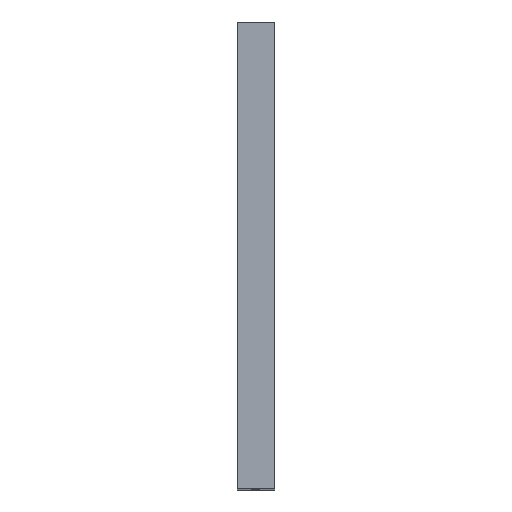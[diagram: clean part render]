
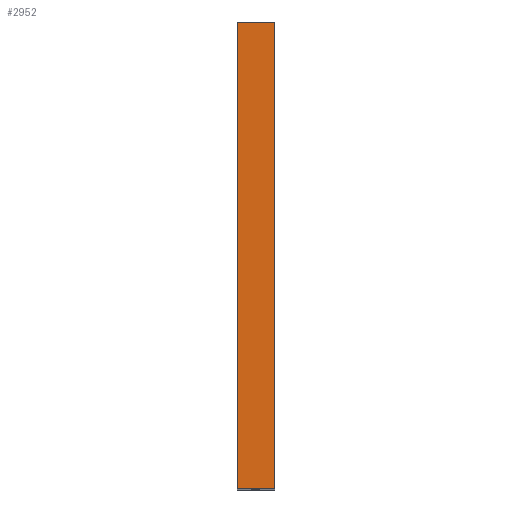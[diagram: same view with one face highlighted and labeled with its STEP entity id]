
A CAD part, top view. The second image highlights one B-rep face of the part: STEP entity #2952.
In plain terms, the highlighted planar face has unit normal (0, 0, 1).
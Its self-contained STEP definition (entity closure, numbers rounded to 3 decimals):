
#211 = VECTOR ( 'NONE', #1302, 1000. ) ;
#214 = LINE ( 'NONE', #3648, #6288 ) ;
#630 = DIRECTION ( 'NONE',  ( -1., 0., 0. ) ) ;
#830 = CARTESIAN_POINT ( 'NONE',  ( 12., 1632.912, -355.983 ) ) ;
#1302 = DIRECTION ( 'NONE',  ( -1., 0., 0. ) ) ;
#1709 = EDGE_CURVE ( 'NONE', #5170, #3634, #2040, .T. ) ;
#1713 = CARTESIAN_POINT ( 'NONE',  ( 0., 1632.912, -355.983 ) ) ;
#1897 = CARTESIAN_POINT ( 'NONE',  ( 12., 1782.912, -355.983 ) ) ;
#1943 = ORIENTED_EDGE ( 'NONE', *, *, #1709, .T. ) ;
#2035 = ORIENTED_EDGE ( 'NONE', *, *, #2581, .F. ) ;
#2040 = LINE ( 'NONE', #4576, #211 ) ;
#2093 = CARTESIAN_POINT ( 'NONE',  ( 12., 1782.912, -355.983 ) ) ;
#2278 = EDGE_CURVE ( 'NONE', #3634, #5798, #214, .T. ) ;
#2565 = DIRECTION ( 'NONE',  ( 0., -1., 0. ) ) ;
#2581 = EDGE_CURVE ( 'NONE', #5548, #5798, #3497, .T. ) ;
#2807 = CARTESIAN_POINT ( 'NONE',  ( 12., 1632.912, -355.983 ) ) ;
#2952 = ADVANCED_FACE ( 'NONE', ( #3992 ), #3504, .F. ) ;
#3239 = DIRECTION ( 'NONE',  ( 0., -1., 0. ) ) ;
#3497 = LINE ( 'NONE', #2807, #4175 ) ;
#3504 = PLANE ( 'NONE',  #5440 ) ;
#3547 = CARTESIAN_POINT ( 'NONE',  ( 12., 1782.912, -355.983 ) ) ;
#3634 = VERTEX_POINT ( 'NONE', #4252 ) ;
#3648 = CARTESIAN_POINT ( 'NONE',  ( 0., 1782.912, -355.983 ) ) ;
#3701 = ORIENTED_EDGE ( 'NONE', *, *, #6204, .F. ) ;
#3803 = LINE ( 'NONE', #2093, #4048 ) ;
#3992 = FACE_OUTER_BOUND ( 'NONE', #4346, .T. ) ;
#4044 = DIRECTION ( 'NONE',  ( -1., 0., 0. ) ) ;
#4048 = VECTOR ( 'NONE', #3239, 1000. ) ;
#4175 = VECTOR ( 'NONE', #630, 1000. ) ;
#4252 = CARTESIAN_POINT ( 'NONE',  ( 0., 1782.912, -355.983 ) ) ;
#4324 = ORIENTED_EDGE ( 'NONE', *, *, #2278, .T. ) ;
#4346 = EDGE_LOOP ( 'NONE', ( #4324, #2035, #3701, #1943 ) ) ;
#4576 = CARTESIAN_POINT ( 'NONE',  ( 12., 1782.912, -355.983 ) ) ;
#5170 = VERTEX_POINT ( 'NONE', #3547 ) ;
#5440 = AXIS2_PLACEMENT_3D ( 'NONE', #1897, #5753, #4044 ) ;
#5548 = VERTEX_POINT ( 'NONE', #830 ) ;
#5753 = DIRECTION ( 'NONE',  ( 0., 0., -1. ) ) ;
#5798 = VERTEX_POINT ( 'NONE', #1713 ) ;
#6204 = EDGE_CURVE ( 'NONE', #5170, #5548, #3803, .T. ) ;
#6288 = VECTOR ( 'NONE', #2565, 1000. ) ;
